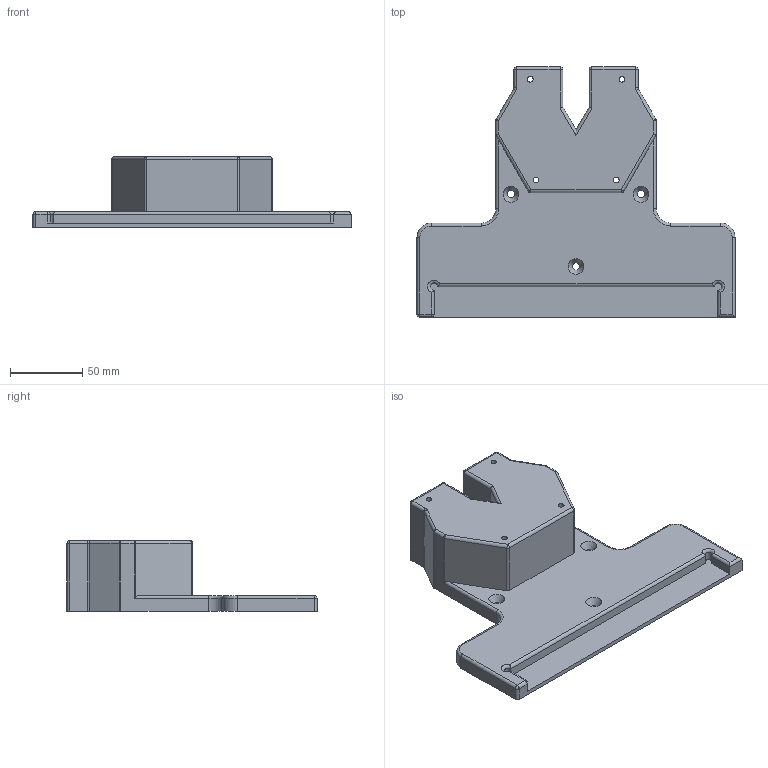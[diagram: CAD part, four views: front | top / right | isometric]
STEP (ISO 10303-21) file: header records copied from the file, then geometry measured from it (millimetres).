
FILE_DESCRIPTION(/* description */ (''),/* implementation_level */ '2;1');
FILE_NAME(/* name */ 'robot pedestal.stp',/* time_stamp */ '2025-06-24T13:33:08+10:00',/* author */ (''),/* organization */ (''),/* preprocessor_version */ 'ST-DEVELOPER v18.1',/* originating_system */ 'SIEMENS PLM Software NX 2000',/* authorisation */ '');
FILE_SCHEMA (('AUTOMOTIVE_DESIGN { 1 0 10303 214 3 1 1 1 }'));
Length unit declared in the file: millimetre
Products named in the file (1): Pedestal
Bounding box: 220 x 173 x 49 mm (x, y, z)
Volume: 519897.1 mm3; surface area: 77031.6 mm2
Topology: 1 solids, 1 shells, 103 faces, 255 edges, 142 vertices
Faces by surface type: cylinder 53, plane 27, sphere 12, torus 8, cone 3
Full cylindrical faces by diameter (mm): 4 x4, 5.2 x3
Entity records: 3003 total; most frequent: CARTESIAN_POINT 563, DIRECTION 545, ORIENTED_EDGE 466, EDGE_CURVE 233, AXIS2_PLACEMENT_3D 212, VERTEX_POINT 142, EDGE_LOOP 127, LINE 121
